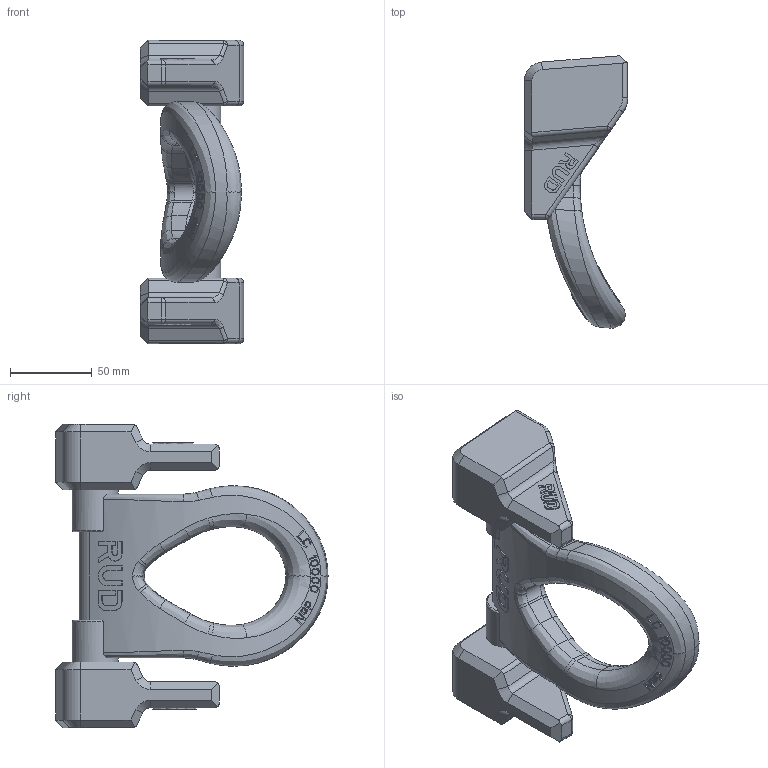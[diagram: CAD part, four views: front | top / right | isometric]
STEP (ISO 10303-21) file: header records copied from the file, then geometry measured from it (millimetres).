
FILE_DESCRIPTION((''),'2;1');
FILE_NAME('001-M34619-P-1_ASM','2013-07-17T',('Marcel.Bux'),(''),'PRO/ENGINEER BY PARAMETRIC TECHNOLOGY CORPORATION, 2010140','PRO/ENGINEER BY PARAMETRIC TECHNOLOGY CORPORATION, 2010140','');
FILE_SCHEMA(('CONFIG_CONTROL_DESIGN'));
Length unit declared in the file: millimetre
Products named in the file (4): 001-M33813-P-1; 001-M33813-P-2; 001-M34619-P-1; 001-M34619-P-1_ASM
Assembly tree (3 placements, depth 2):
  001-M34619-P-1_ASM
    001-M33813-P-1
    001-M33813-P-2
    001-M34619-P-1
Bounding box: 63 x 166.03 x 185 mm (x, y, z)
Volume: 508241 mm3; surface area: 76346.1 mm2
Topology: 3 solids, 3 shells, 1051 faces, 2918 edges, 1913 vertices
Faces by surface type: plane 846, cylinder 131, bspline 56, sphere 8, torus 6, cone 4
Entity records: 40132 total; most frequent: CARTESIAN_POINT 16251, ORIENTED_EDGE 5836, DIRECTION 3588, EDGE_CURVE 2918, VERTEX_POINT 1913, B_SPLINE_CURVE_WITH_KNOTS 1544, AXIS2_PLACEMENT_3D 1212, VECTOR 1164
